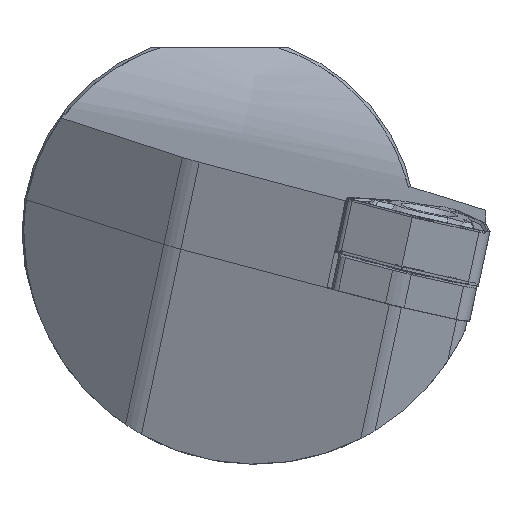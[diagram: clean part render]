
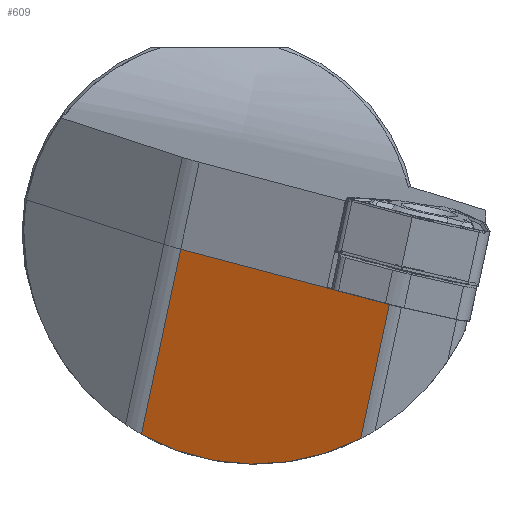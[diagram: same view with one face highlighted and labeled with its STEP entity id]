
A CAD part, left-side view. The second image highlights one B-rep face of the part: STEP entity #609.
In plain terms, the highlighted planar face has unit normal (-0.901, 0.433, -0.005).
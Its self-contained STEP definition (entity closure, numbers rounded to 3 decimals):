
#555=ELLIPSE('',#2450,20.802,18.75);
#609=ADVANCED_FACE('',(#781),#717,.F.);
#717=PLANE('',#2453);
#781=FACE_OUTER_BOUND('',#879,.T.);
#879=EDGE_LOOP('',(#1103,#1104,#1105,#1106,#1107,#1108));
#1103=ORIENTED_EDGE('',*,*,#1863,.F.);
#1104=ORIENTED_EDGE('',*,*,#1864,.T.);
#1105=ORIENTED_EDGE('',*,*,#1860,.T.);
#1106=ORIENTED_EDGE('',*,*,#1865,.F.);
#1107=ORIENTED_EDGE('',*,*,#1866,.T.);
#1108=ORIENTED_EDGE('',*,*,#1867,.T.);
#1668=VERTEX_POINT('',#3289);
#1669=VERTEX_POINT('',#3291);
#1671=VERTEX_POINT('',#3300);
#1672=VERTEX_POINT('',#3301);
#1673=VERTEX_POINT('',#3304);
#1674=VERTEX_POINT('',#3306);
#1860=EDGE_CURVE('',#1669,#1668,#555,.T.);
#1863=EDGE_CURVE('',#1671,#1672,#2131,.T.);
#1864=EDGE_CURVE('',#1671,#1669,#2132,.T.);
#1865=EDGE_CURVE('',#1673,#1668,#2133,.T.);
#1866=EDGE_CURVE('',#1673,#1674,#2134,.T.);
#1867=EDGE_CURVE('',#1674,#1672,#2135,.T.);
#2131=LINE('',#3299,#2289);
#2132=LINE('',#3302,#2290);
#2133=LINE('',#3303,#2291);
#2134=LINE('',#3305,#2292);
#2135=LINE('',#3307,#2293);
#2289=VECTOR('',#2679,1.);
#2290=VECTOR('',#2680,1.);
#2291=VECTOR('',#2681,1.);
#2292=VECTOR('',#2682,1.);
#2293=VECTOR('',#2683,1.);
#2450=AXIS2_PLACEMENT_3D('',#3290,#2673,#2674);
#2453=AXIS2_PLACEMENT_3D('',#3308,#2684,#2685);
#2673=DIRECTION('',(-0.901,0.433,-0.005));
#2674=DIRECTION('',(-0.433,-0.901,0.01));
#2679=DIRECTION('',(-0.42,-0.877,-0.232));
#2680=DIRECTION('',(0.105,0.207,-0.973));
#2681=DIRECTION('',(0.105,0.207,-0.973));
#2682=DIRECTION('',(0.42,0.877,0.232));
#2683=DIRECTION('',(0.42,0.877,0.232));
#2684=DIRECTION('',(0.901,-0.433,0.005));
#2685=DIRECTION('',(0.433,0.901,0.));
#3289=CARTESIAN_POINT('',(-190.181,4.173,-16.683));
#3290=CARTESIAN_POINT('',(-186.158,12.731,0.));
#3291=CARTESIAN_POINT('',(-181.64,21.954,-16.325));
#3299=CARTESIAN_POINT('',(-183.252,18.764,-1.318));
#3300=CARTESIAN_POINT('',(-183.252,18.764,-1.318));
#3301=CARTESIAN_POINT('',(-188.931,6.911,-4.448));
#3302=CARTESIAN_POINT('',(-226.32,-66.431,399.494));
#3303=CARTESIAN_POINT('',(-234.421,-83.339,395.03));
#3304=CARTESIAN_POINT('',(-191.353,1.856,-5.783));
#3305=CARTESIAN_POINT('',(-183.252,18.764,-1.318));
#3306=CARTESIAN_POINT('',(-189.165,6.423,-4.577));
#3307=CARTESIAN_POINT('',(-183.252,18.764,-1.318));
#3308=CARTESIAN_POINT('',(-226.32,-66.431,399.494));
